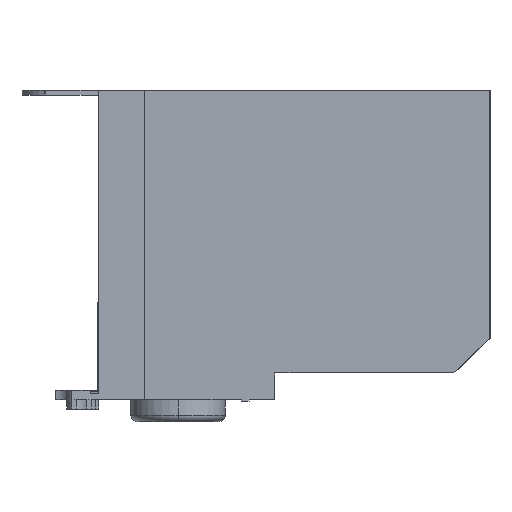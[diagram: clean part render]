
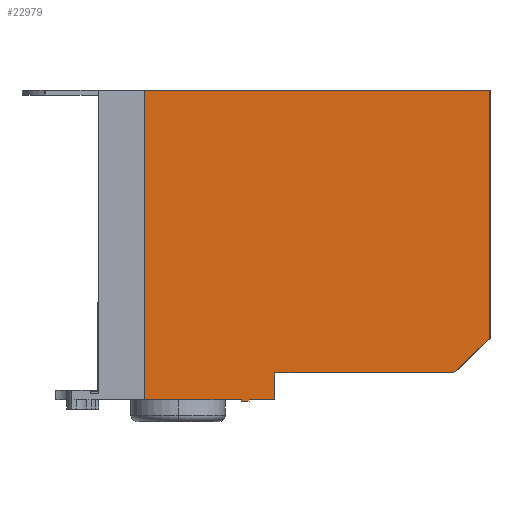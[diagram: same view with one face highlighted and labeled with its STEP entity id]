
A CAD part, left-side view. The second image highlights one B-rep face of the part: STEP entity #22979.
In plain terms, the highlighted planar face has unit normal (-1, 0, 0).
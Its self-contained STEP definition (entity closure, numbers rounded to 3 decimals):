
#156=DIRECTION('',(0.,-1.,0.));
#157=VECTOR('',#156,8.25);
#158=CARTESIAN_POINT('',(-45.,-45.65,-98.));
#159=LINE('',#158,#157);
#259=DIRECTION('',(0.,-1.,0.));
#260=VECTOR('',#259,30.75);
#261=CARTESIAN_POINT('',(-45.,-12.4,-98.));
#262=LINE('',#261,#260);
#4184=DIRECTION('',(0.,0.,-1.));
#4185=VECTOR('',#4184,79.);
#4186=CARTESIAN_POINT('',(-45.,-122.4,0.5));
#4187=LINE('',#4186,#4185);
#6744=DIRECTION('',(0.,-1.,0.));
#6745=VECTOR('',#6744,110.);
#6746=CARTESIAN_POINT('',(-45.,-12.4,0.5));
#6747=LINE('',#6746,#6745);
#6940=DIRECTION('',(0.,0.,-1.));
#6941=VECTOR('',#6940,0.5);
#6942=CARTESIAN_POINT('',(-45.,-45.65,-98.));
#6943=LINE('',#6942,#6941);
#6944=DIRECTION('',(0.,0.,-1.));
#6945=VECTOR('',#6944,98.5);
#6946=CARTESIAN_POINT('',(-45.,-12.4,0.5));
#6947=LINE('',#6946,#6945);
#6948=DIRECTION('',(0.,0.723,-0.691));
#6949=VECTOR('',#6948,15.914);
#6950=CARTESIAN_POINT('',(-45.,-122.4,-78.5));
#6951=LINE('',#6950,#6949);
#6952=DIRECTION('',(0.,1.,0.));
#6953=VECTOR('',#6952,57.);
#6954=CARTESIAN_POINT('',(-45.,-110.9,-89.5));
#6955=LINE('',#6954,#6953);
#6956=DIRECTION('',(0.,0.,1.));
#6957=VECTOR('',#6956,8.5);
#6958=CARTESIAN_POINT('',(-45.,-53.9,-98.));
#6959=LINE('',#6958,#6957);
#6968=DIRECTION('',(0.,0.,-1.));
#6969=VECTOR('',#6968,0.5);
#6970=CARTESIAN_POINT('',(-45.,-43.15,-98.));
#6971=LINE('',#6970,#6969);
#7034=DIRECTION('',(0.,1.,0.));
#7035=VECTOR('',#7034,2.5);
#7036=CARTESIAN_POINT('',(-45.,-45.65,-98.5));
#7037=LINE('',#7036,#7035);
#13981=CARTESIAN_POINT('',(-45.,-12.4,0.5));
#13983=VERTEX_POINT('',#13981);
#13984=CARTESIAN_POINT('',(-45.,-122.4,0.5));
#13985=VERTEX_POINT('',#13984);
#13987=CARTESIAN_POINT('',(-45.,-12.4,-98.));
#13989=VERTEX_POINT('',#13987);
#14656=CARTESIAN_POINT('',(-45.,-110.9,-89.5));
#14657=CARTESIAN_POINT('',(-45.,-53.9,-89.5));
#14658=VERTEX_POINT('',#14656);
#14659=VERTEX_POINT('',#14657);
#14660=CARTESIAN_POINT('',(-45.,-53.9,-98.));
#14661=VERTEX_POINT('',#14660);
#14662=CARTESIAN_POINT('',(-45.,-122.4,-78.5));
#14663=VERTEX_POINT('',#14662);
#15218=CARTESIAN_POINT('',(-45.,-45.65,-98.5));
#15219=VERTEX_POINT('',#15218);
#15220=CARTESIAN_POINT('',(-45.,-43.15,-98.5));
#15221=VERTEX_POINT('',#15220);
#15246=CARTESIAN_POINT('',(-45.,-45.65,-98.));
#15248=VERTEX_POINT('',#15246);
#15250=CARTESIAN_POINT('',(-45.,-43.15,-98.));
#15252=VERTEX_POINT('',#15250);
#22956=CARTESIAN_POINT('',(-45.,-12.4,0.5));
#22957=DIRECTION('',(-1.,0.,0.));
#22958=DIRECTION('',(0.,-1.,0.));
#22959=AXIS2_PLACEMENT_3D('',#22956,#22957,#22958);
#22960=PLANE('',#22959);
#22961=ORIENTED_EDGE('',*,*,#16262,.F.);
#22963=ORIENTED_EDGE('',*,*,#22962,.T.);
#22965=ORIENTED_EDGE('',*,*,#22964,.T.);
#22967=ORIENTED_EDGE('',*,*,#22966,.F.);
#22968=ORIENTED_EDGE('',*,*,#16334,.F.);
#22970=ORIENTED_EDGE('',*,*,#22969,.F.);
#22971=ORIENTED_EDGE('',*,*,#22860,.T.);
#22972=ORIENTED_EDGE('',*,*,#19530,.T.);
#22974=ORIENTED_EDGE('',*,*,#22973,.T.);
#22975=ORIENTED_EDGE('',*,*,#18670,.T.);
#22976=ORIENTED_EDGE('',*,*,#18396,.F.);
#22977=EDGE_LOOP('',(#22961,#22963,#22965,#22967,#22968,#22970,#22971,#22972,
#22974,#22975,#22976));
#22978=FACE_OUTER_BOUND('',#22977,.F.);
#22979=ADVANCED_FACE('',(#22978),#22960,.T.);
#16262=EDGE_CURVE('',#15248,#14661,#159,.T.);
#16334=EDGE_CURVE('',#13989,#15252,#262,.T.);
#18396=EDGE_CURVE('',#14661,#14659,#6959,.T.);
#18670=EDGE_CURVE('',#14658,#14659,#6955,.T.);
#19530=EDGE_CURVE('',#13985,#14663,#4187,.T.);
#22860=EDGE_CURVE('',#13983,#13985,#6747,.T.);
#22962=EDGE_CURVE('',#15248,#15219,#6943,.T.);
#22964=EDGE_CURVE('',#15219,#15221,#7037,.T.);
#22966=EDGE_CURVE('',#15252,#15221,#6971,.T.);
#22969=EDGE_CURVE('',#13983,#13989,#6947,.T.);
#22973=EDGE_CURVE('',#14663,#14658,#6951,.T.);
